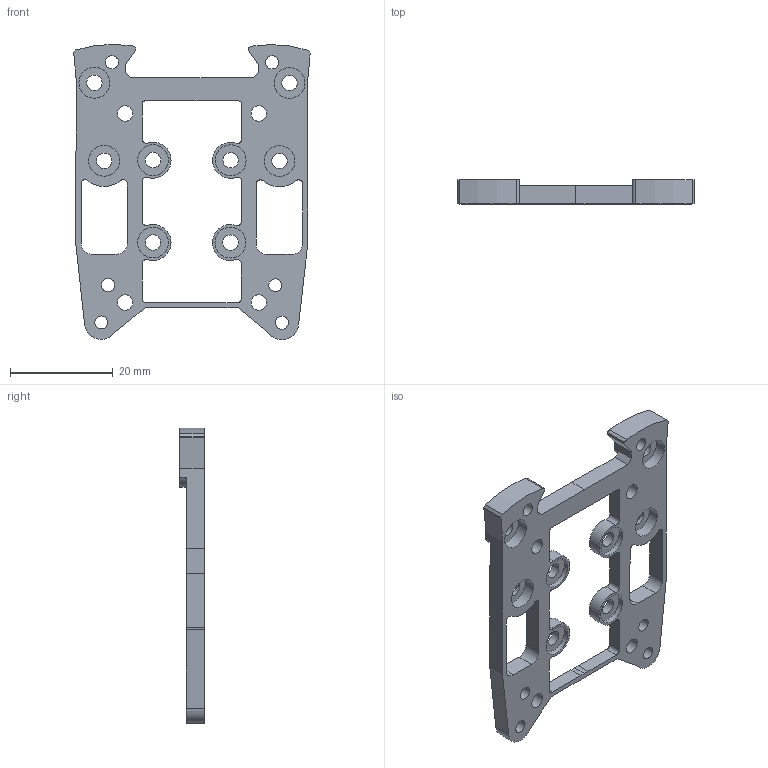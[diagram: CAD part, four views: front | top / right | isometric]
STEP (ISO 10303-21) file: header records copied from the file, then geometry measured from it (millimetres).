
FILE_DESCRIPTION(/* description */ (''),/* implementation_level */ '2;1');
FILE_NAME(/* name */ 'Front Part.step',/* time_stamp */ '2023-07-22T12:37:34-07:00',/* author */ (''),/* organization */ (''),/* preprocessor_version */ 'ST-DEVELOPER v19.2',/* originating_system */ 'Autodesk Translation Framework v12.6.0.85',/* authorisation */ '');
FILE_SCHEMA (('AUTOMOTIVE_DESIGN { 1 0 10303 214 3 1 1 }'));
Length unit declared in the file: millimetre
Products named in the file (1): Carriege Front Skeleton
Bounding box: 45.93 x 4.7 x 57.37 mm (x, y, z)
Volume: 4012 mm3; surface area: 4822.2 mm2
Topology: 1 solids, 1 shells, 146 faces, 406 edges, 270 vertices
Faces by surface type: plane 80, cylinder 64, bspline 2
Full cylindrical faces by diameter (mm): 2.529 x6, 3 x12, 6 x8
Entity records: 4927 total; most frequent: CARTESIAN_POINT 945, DIRECTION 820, ORIENTED_EDGE 812, EDGE_CURVE 406, LINE 274, VECTOR 274, AXIS2_PLACEMENT_3D 273, VERTEX_POINT 270
